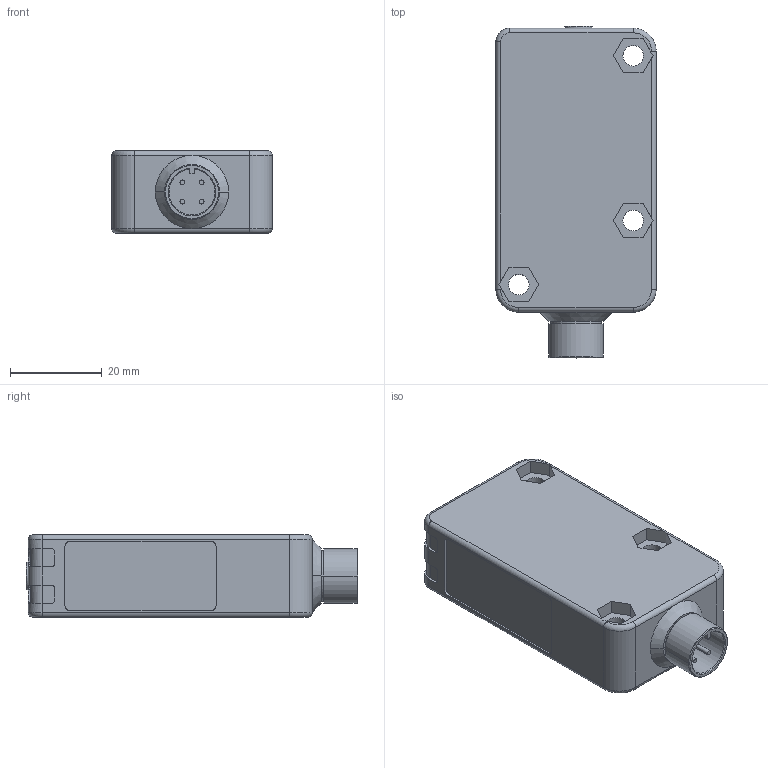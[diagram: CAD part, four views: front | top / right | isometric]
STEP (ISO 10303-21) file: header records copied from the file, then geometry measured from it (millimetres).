
FILE_DESCRIPTION((''),'2;1');
FILE_NAME('DUMMY-PLUG-POTI','2007-01-08T',('Pepperl+Fuchs'),('Industriehansa'),'PRO/ENGINEER BY PARAMETRIC TECHNOLOGY CORPORATION, 2005290','PRO/ENGINEER BY PARAMETRIC TECHNOLOGY CORPORATION, 2005290','');
FILE_SCHEMA(('AUTOMOTIVE_DESIGN_CC2 { 1 2 10303 214 -1 1 5 2 }'));
Length unit declared in the file: millimetre
Products named in the file (1): DUMMY-PLUG-POTI
Bounding box: 35 x 72.5 x 18 mm (x, y, z)
Volume: 37402.5 mm3; surface area: 9287.1 mm2
Topology: 1 solids, 1 shells, 157 faces, 457 edges, 327 vertices
Faces by surface type: plane 91, cylinder 41, torus 10, extrusion 8, cone 5, bspline 2
Entity records: 7287 total; most frequent: CARTESIAN_POINT 1218, DIRECTION 830, ORIENTED_EDGE 818, PRESENTATION_STYLE_ASSIGNMENT 510, STYLED_ITEM 469, CURVE_STYLE 463, EDGE_CURVE 409, VECTOR 308
